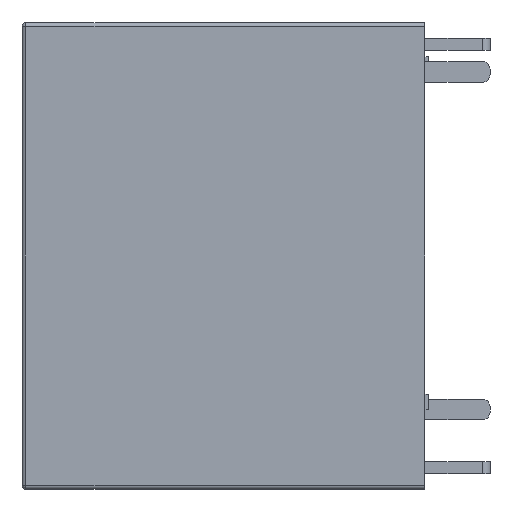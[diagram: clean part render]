
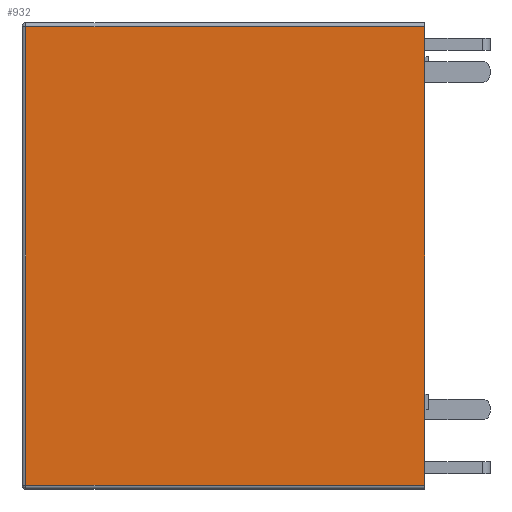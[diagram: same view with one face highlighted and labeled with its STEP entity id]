
A CAD part, left-side view. The second image highlights one B-rep face of the part: STEP entity #932.
In plain terms, the highlighted planar face has unit normal (-1, 0, 0).
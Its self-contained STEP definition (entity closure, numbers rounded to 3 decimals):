
#26=PLANE('',#1026);
#75=LINE('',#1429,#175);
#77=LINE('',#1432,#177);
#80=LINE('',#1439,#180);
#82=LINE('',#1443,#182);
#175=VECTOR('',#1151,10.);
#177=VECTOR('',#1155,10.);
#180=VECTOR('',#1162,10.);
#182=VECTOR('',#1168,10.);
#294=FACE_OUTER_BOUND('',#354,.T.);
#354=EDGE_LOOP('',(#699,#700,#701,#702));
#436=VERTEX_POINT('',#1378);
#444=VERTEX_POINT('',#1401);
#452=VERTEX_POINT('',#1427);
#453=VERTEX_POINT('',#1435);
#544=EDGE_CURVE('',#452,#444,#75,.T.);
#546=EDGE_CURVE('',#444,#436,#77,.T.);
#550=EDGE_CURVE('',#436,#453,#80,.T.);
#552=EDGE_CURVE('',#452,#453,#82,.T.);
#699=ORIENTED_EDGE('',*,*,#550,.F.);
#700=ORIENTED_EDGE('',*,*,#546,.F.);
#701=ORIENTED_EDGE('',*,*,#544,.F.);
#702=ORIENTED_EDGE('',*,*,#552,.T.);
#932=ADVANCED_FACE('',(#294),#26,.T.);
#1026=AXIS2_PLACEMENT_3D('',#1442,#1166,#1167);
#1151=DIRECTION('',(0.,1.,0.));
#1155=DIRECTION('',(0.,0.,1.));
#1162=DIRECTION('',(0.,-1.,0.));
#1166=DIRECTION('center_axis',(-1.,0.,0.));
#1167=DIRECTION('ref_axis',(0.,0.,1.));
#1168=DIRECTION('',(0.,0.,1.));
#1378=CARTESIAN_POINT('',(-8.,26.25,14.95));
#1401=CARTESIAN_POINT('',(-8.,26.25,-14.95));
#1427=CARTESIAN_POINT('',(-8.,0.25,-14.95));
#1429=CARTESIAN_POINT('',(-8.,6.813,-14.95));
#1432=CARTESIAN_POINT('',(-8.,26.25,-7.6));
#1435=CARTESIAN_POINT('',(-8.,0.25,14.95));
#1439=CARTESIAN_POINT('',(-8.,19.938,14.95));
#1442=CARTESIAN_POINT('Origin',(-8.,13.375,0.));
#1443=CARTESIAN_POINT('',(-8.,0.25,-15.2));
